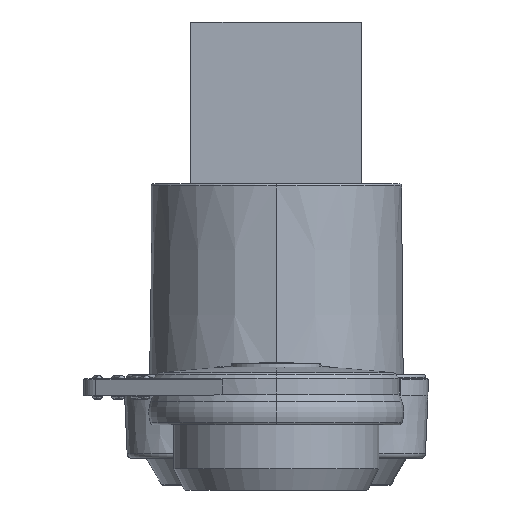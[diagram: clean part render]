
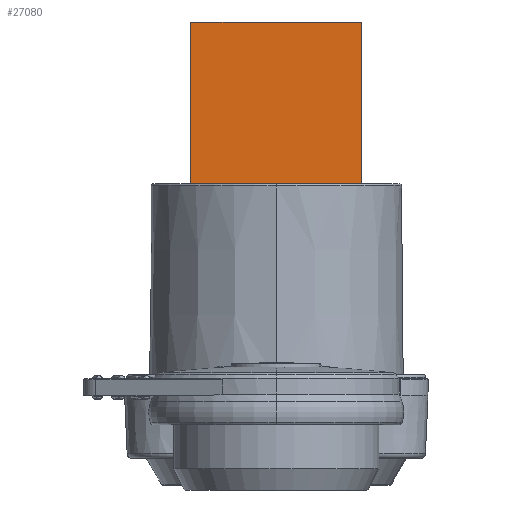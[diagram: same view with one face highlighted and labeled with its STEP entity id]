
A CAD part, front view. The second image highlights one B-rep face of the part: STEP entity #27080.
In plain terms, the highlighted planar face has unit normal (0, -1, 0).
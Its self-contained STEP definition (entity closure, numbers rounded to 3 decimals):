
#7951=DIRECTION('',(-1.,0.,0.));
#7952=VECTOR('',#7951,16.);
#7953=CARTESIAN_POINT('',(8.,-6.5,12.95));
#7954=LINE('',#7953,#7952);
#7955=DIRECTION('',(0.,0.,-1.));
#7956=VECTOR('',#7955,15.15);
#7957=CARTESIAN_POINT('',(8.,-6.5,28.1));
#7958=LINE('',#7957,#7956);
#7963=DIRECTION('',(0.,0.,-1.));
#7964=VECTOR('',#7963,15.15);
#7965=CARTESIAN_POINT('',(-8.,-6.5,
28.1));
#7966=LINE('',#7965,#7964);
#7979=DIRECTION('',(-1.,0.,0.));
#7980=VECTOR('',#7979,16.);
#7981=CARTESIAN_POINT('',(8.,-6.5,28.1));
#7982=LINE('',#7981,#7980);
#15896=CARTESIAN_POINT('',(8.,-6.5,
28.1));
#15897=CARTESIAN_POINT('',(-8.,-6.5,
28.1));
#15898=VERTEX_POINT('',#15896);
#15899=VERTEX_POINT('',#15897);
#16162=CARTESIAN_POINT('',(-8.,-6.5,12.95));
#16163=VERTEX_POINT('',#16162);
#16164=CARTESIAN_POINT('',(8.,-6.5,12.95));
#16165=VERTEX_POINT('',#16164);
#27067=CARTESIAN_POINT('',(-8.,-6.5,
11.6));
#27068=DIRECTION('',(0.,-1.,0.));
#27069=DIRECTION('',(1.,0.,0.));
#27070=AXIS2_PLACEMENT_3D('',#27067,#27068,#27069);
#27071=PLANE('',#27070);
#27072=ORIENTED_EDGE('',*,*,#27031,.T.);
#27074=ORIENTED_EDGE('',*,*,#27073,.F.);
#27076=ORIENTED_EDGE('',*,*,#27075,.F.);
#27077=ORIENTED_EDGE('',*,*,#27059,.T.);
#27078=EDGE_LOOP('',(#27072,#27074,#27076,#27077));
#27079=FACE_OUTER_BOUND('',#27078,.F.);
#27080=ADVANCED_FACE('',(#27079),#27071,.T.);
#27031=EDGE_CURVE('',#16165,#16163,#7954,.T.);
#27059=EDGE_CURVE('',#15898,#16165,#7958,.T.);
#27073=EDGE_CURVE('',#15899,#16163,#7966,.T.);
#27075=EDGE_CURVE('',#15898,#15899,#7982,.T.);
